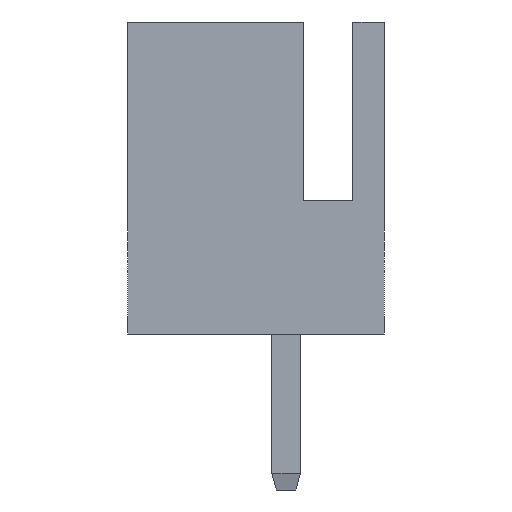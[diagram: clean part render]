
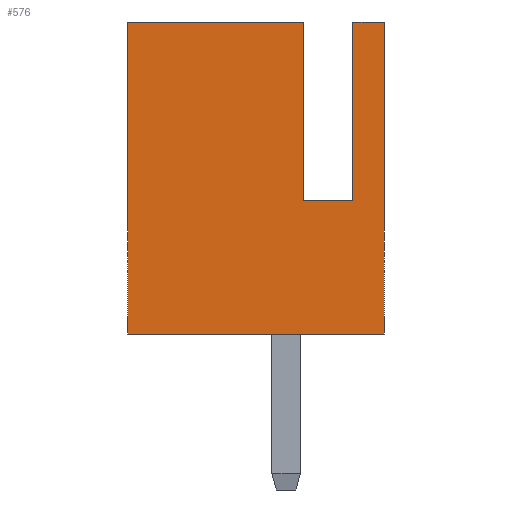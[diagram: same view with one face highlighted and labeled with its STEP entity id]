
A CAD part, left-side view. The second image highlights one B-rep face of the part: STEP entity #576.
In plain terms, the highlighted planar face has unit normal (-1, 0, 0).
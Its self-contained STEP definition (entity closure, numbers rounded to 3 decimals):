
#51 = DIRECTION ( 'NONE',  ( 0., 1., 0. ) ) ;
#244 = ORIENTED_EDGE ( 'NONE', *, *, #5782, .T. ) ;
#408 = LINE ( 'NONE', #6119, #640 ) ;
#434 = DIRECTION ( 'NONE',  ( 0., 0., -1. ) ) ;
#443 = VECTOR ( 'NONE', #8225, 1000. ) ;
#576 = ADVANCED_FACE ( 'NONE', ( #2336 ), #8124, .T. ) ;
#593 = CARTESIAN_POINT ( 'NONE',  ( -2.5, 0., 3. ) ) ;
#640 = VECTOR ( 'NONE', #2975, 1000. ) ;
#1172 = LINE ( 'NONE', #593, #5488 ) ;
#1240 = CARTESIAN_POINT ( 'NONE',  ( -2.5, -1.5, 3. ) ) ;
#1311 = EDGE_CURVE ( 'NONE', #5048, #5659, #4793, .T. ) ;
#1316 = ORIENTED_EDGE ( 'NONE', *, *, #2004, .T. ) ;
#1543 = LINE ( 'NONE', #5309, #5514 ) ;
#1641 = DIRECTION ( 'NONE',  ( 0., 0., 1. ) ) ;
#2004 = EDGE_CURVE ( 'NONE', #5466, #7622, #1172, .T. ) ;
#2102 = VERTEX_POINT ( 'NONE', #7068 ) ;
#2238 = CARTESIAN_POINT ( 'NONE',  ( -2.5, -1.5, 0. ) ) ;
#2290 = VERTEX_POINT ( 'NONE', #7664 ) ;
#2336 = FACE_OUTER_BOUND ( 'NONE', #8127, .T. ) ;
#2590 = VERTEX_POINT ( 'NONE', #5792 ) ;
#2975 = DIRECTION ( 'NONE',  ( 0., 0., 1. ) ) ;
#3242 = ORIENTED_EDGE ( 'NONE', *, *, #8010, .T. ) ;
#3324 = DIRECTION ( 'NONE',  ( 0., -1., 0. ) ) ;
#3485 = AXIS2_PLACEMENT_3D ( 'NONE', #4919, #7469, #4328 ) ;
#3843 = EDGE_CURVE ( 'NONE', #7622, #2590, #408, .T. ) ;
#4169 = VECTOR ( 'NONE', #3324, 1000. ) ;
#4328 = DIRECTION ( 'NONE',  ( 0., 0., 1. ) ) ;
#4462 = LINE ( 'NONE', #5648, #443 ) ;
#4499 = LINE ( 'NONE', #7060, #4169 ) ;
#4717 = VECTOR ( 'NONE', #5493, 1000. ) ;
#4722 = ORIENTED_EDGE ( 'NONE', *, *, #3843, .T. ) ;
#4793 = LINE ( 'NONE', #8105, #7500 ) ;
#4919 = CARTESIAN_POINT ( 'NONE',  ( -2.5, 0., 0. ) ) ;
#4951 = LINE ( 'NONE', #5031, #4717 ) ;
#5031 = CARTESIAN_POINT ( 'NONE',  ( -2.5, 3.55, 0. ) ) ;
#5048 = VERTEX_POINT ( 'NONE', #6327 ) ;
#5111 = CARTESIAN_POINT ( 'NONE',  ( -2.5, 3.55, 7. ) ) ;
#5139 = EDGE_CURVE ( 'NONE', #5176, #2590, #4462, .T. ) ;
#5176 = VERTEX_POINT ( 'NONE', #5111 ) ;
#5309 = CARTESIAN_POINT ( 'NONE',  ( -2.5, 0., 7. ) ) ;
#5466 = VERTEX_POINT ( 'NONE', #1240 ) ;
#5488 = VECTOR ( 'NONE', #51, 1000. ) ;
#5493 = DIRECTION ( 'NONE',  ( 0., 0., 1. ) ) ;
#5514 = VECTOR ( 'NONE', #7838, 1000. ) ;
#5648 = CARTESIAN_POINT ( 'NONE',  ( -2.5, 0., 7. ) ) ;
#5659 = VERTEX_POINT ( 'NONE', #7083 ) ;
#5782 = EDGE_CURVE ( 'NONE', #2290, #5466, #8032, .T. ) ;
#5792 = CARTESIAN_POINT ( 'NONE',  ( -2.5, -0.4, 7. ) ) ;
#5909 = ORIENTED_EDGE ( 'NONE', *, *, #5139, .F. ) ;
#6119 = CARTESIAN_POINT ( 'NONE',  ( -2.5, -0.4, 0. ) ) ;
#6246 = EDGE_CURVE ( 'NONE', #2102, #5048, #4499, .T. ) ;
#6327 = CARTESIAN_POINT ( 'NONE',  ( -2.5, -2.2, 0. ) ) ;
#7060 = CARTESIAN_POINT ( 'NONE',  ( -2.5, 0., 0. ) ) ;
#7068 = CARTESIAN_POINT ( 'NONE',  ( -2.5, 3.55, 0. ) ) ;
#7083 = CARTESIAN_POINT ( 'NONE',  ( -2.5, -2.2, 7. ) ) ;
#7469 = DIRECTION ( 'NONE',  ( -1., 0., 0. ) ) ;
#7500 = VECTOR ( 'NONE', #1641, 1000. ) ;
#7622 = VERTEX_POINT ( 'NONE', #8043 ) ;
#7626 = VECTOR ( 'NONE', #434, 1000. ) ;
#7664 = CARTESIAN_POINT ( 'NONE',  ( -2.5, -1.5, 7. ) ) ;
#7794 = ORIENTED_EDGE ( 'NONE', *, *, #7923, .F. ) ;
#7838 = DIRECTION ( 'NONE',  ( 0., 1., 0. ) ) ;
#7880 = ORIENTED_EDGE ( 'NONE', *, *, #1311, .T. ) ;
#7923 = EDGE_CURVE ( 'NONE', #2102, #5176, #4951, .T. ) ;
#7992 = ORIENTED_EDGE ( 'NONE', *, *, #6246, .T. ) ;
#8010 = EDGE_CURVE ( 'NONE', #5659, #2290, #1543, .T. ) ;
#8032 = LINE ( 'NONE', #2238, #7626 ) ;
#8043 = CARTESIAN_POINT ( 'NONE',  ( -2.5, -0.4, 3. ) ) ;
#8105 = CARTESIAN_POINT ( 'NONE',  ( -2.5, -2.2, 0. ) ) ;
#8124 = PLANE ( 'NONE',  #3485 ) ;
#8127 = EDGE_LOOP ( 'NONE', ( #244, #1316, #4722, #5909, #7794, #7992, #7880, #3242 ) ) ;
#8225 = DIRECTION ( 'NONE',  ( 0., -1., 0. ) ) ;
